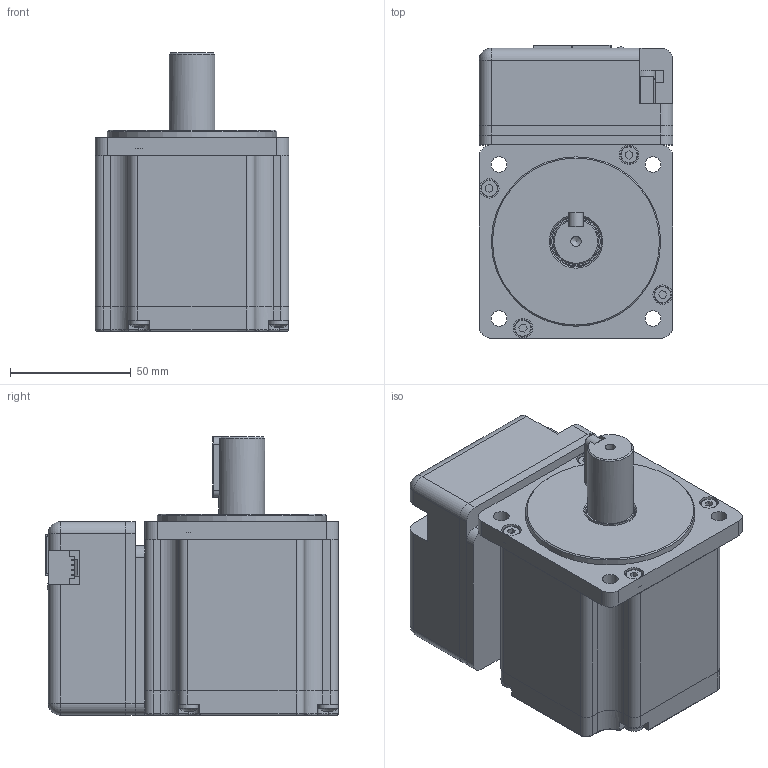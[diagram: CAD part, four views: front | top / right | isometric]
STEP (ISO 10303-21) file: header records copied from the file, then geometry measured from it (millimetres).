
FILE_DESCRIPTION (( 'STEP AP203' ), '1' );
FILE_NAME ('BMD80AIS80-48-C02430-B1-5-1E.STEP', '2025-03-14T05:50:40', ( '¼¼Êõ03' ), ( 'HP Inc.' ), 'SwSTEP 2.0', 'SolidWorks 2020', '' );
FILE_SCHEMA (( 'CONFIG_CONTROL_DESIGN' ));
Length unit declared in the file: millimetre
Products named in the file (1): BMD80AIS80-48-C02430-B1-5-1E
Bounding box: 80 x 121.1 x 115 mm (x, y, z)
Volume: 281734.6 mm3; surface area: 160954.5 mm2
Topology: 27 solids, 27 shells, 1306 faces, 3361 edges, 2157 vertices
Faces by surface type: plane 784, cylinder 357, cone 68, torus 62, bspline 26, sphere 9
Full cylindrical faces by diameter (mm): 0.5 x12, 1.6 x1, 2.05 x4, 2.5 x10, 2.598 x2, 3 x6, 3.3 x12, 3.4 x4, 3.464 x4, 4 x10, 4.2 x5, 4.5 x4, 4.8 x6, 5 x4, 5.5 x4, 6 x2, 6.5 x4, 7 x4, 8 x8, 8.5 x2, 10 x1, 12 x1, 16 x1, 19 x1, 20 x2, 21 x1, 23 x1, 27 x1, 32 x1, 42 x2
Entity records: 40208 total; most frequent: CARTESIAN_POINT 9203, DIRECTION 6273, ORIENTED_EDGE 6156, EDGE_CURVE 3078, AXIS2_PLACEMENT_3D 2110, VERTEX_POINT 2096, VECTOR 2053, LINE 2053
